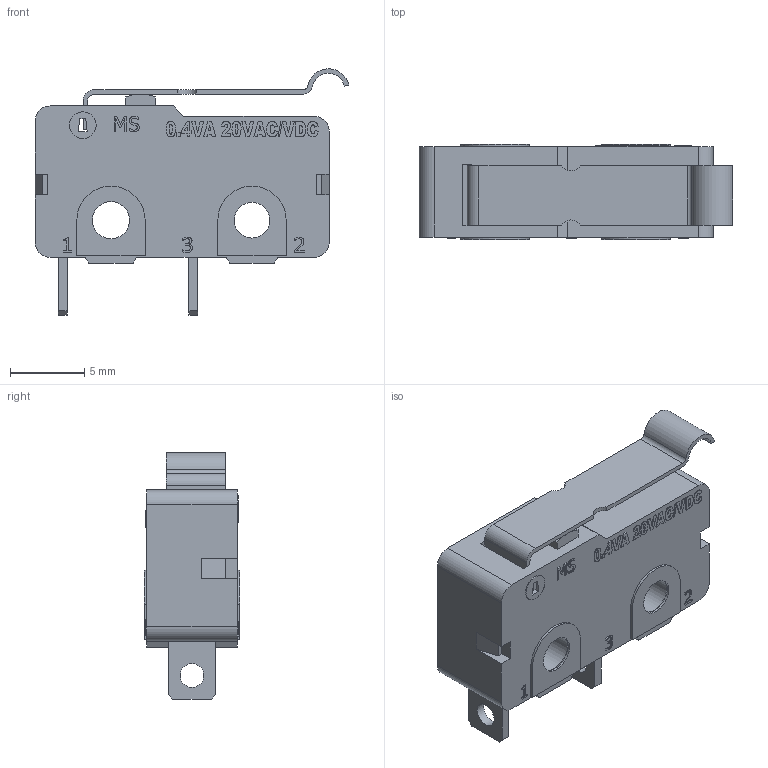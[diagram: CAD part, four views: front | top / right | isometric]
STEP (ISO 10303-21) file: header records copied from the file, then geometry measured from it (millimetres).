
FILE_DESCRIPTION((' '),'2;1');
FILE_NAME('MS085xx04FxxxS1C.stp','2017-07-31T15:10:28',(' '),(' '),' ','ACIS',' ');
FILE_SCHEMA(('CONFIG_CONTROL_DESIGN'));
Length unit declared in the file: inch
Products named in the file (1): MS085xx04FxxxS1C.stp
Bounding box: 21.12 x 6.4 x 16.6 mm (x, y, z)
Volume: 791.1 mm3; surface area: 1618.9 mm2
Topology: 1 solids, 3 shells, 605 faces, 1640 edges, 1093 vertices
Faces by surface type: plane 403, bspline 176, cylinder 26
Full cylindrical faces by diameter (mm): 1.6 x2, 1.8 x1, 2.4 x2, 2.5 x2, 3.7 x2
Entity records: 19891 total; most frequent: CARTESIAN_POINT 5702, ORIENTED_EDGE 3258, DIRECTION 2190, EDGE_CURVE 1629, VECTOR 1224, LINE 1224, VERTEX_POINT 1091, EDGE_LOOP 679
